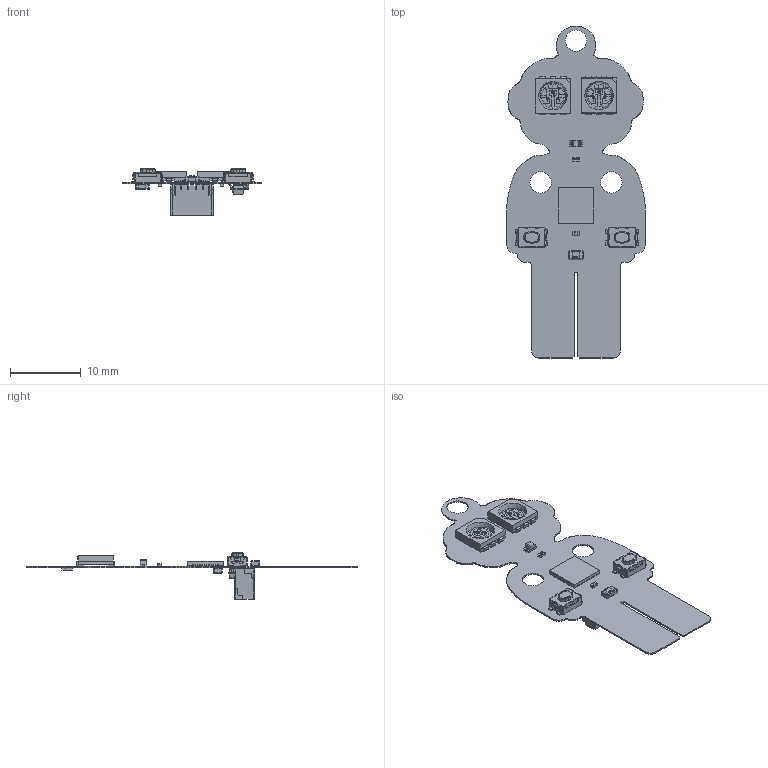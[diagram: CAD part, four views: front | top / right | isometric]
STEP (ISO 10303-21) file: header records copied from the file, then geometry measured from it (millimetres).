
FILE_DESCRIPTION(('Open CASCADE Model'),'2;1');
FILE_NAME('Open CASCADE Shape Model','2025-04-14T06:22:09',('Author'),( 'Open CASCADE'),'Open CASCADE STEP processor 7.5','Open CASCADE 7.5' ,'Unknown');
FILE_SCHEMA(('AUTOMOTIVE_DESIGN { 1 0 10303 214 1 1 1 1 }'));
Length unit declared in the file: millimetre
Products named in the file (50): PCB; Board; Open CASCADE STEP translator 7.5 1.1.1; D; DUELink-Connector-BM04B-SRSS-TB; STAT; 0603 LED Green; Solid1; Solid4; P1; KMR621NG LFS--3DModel-STEP-56544; P0; R15; User Library-R SMD 0402; User Library-R SMD 0402_0402 BODY; User Library-R SMD 0402_0402 PAD; User Library-R SMD 0402_0402 OPIS; R14; R13; R12; R11; R10; D2; 150505M1xxx; cover; housing; base; D1; U2; IC_Diodes_Inc_AP2127K-3_3TRG1_eec; IC_BODY; IC_LEG; circle; Diodes Incorporated; IC_LEG_MIR4; R4; C4; 0805 SMD Capacitor; C3; C2 ...
Assembly tree (64 placements, depth 4):
  PCB
    Board
      Open CASCADE STEP translator 7.5 1.1.1
    D
      DUELink-Connector-BM04B-SRSS-TB
    STAT
      0603 LED Green
        Solid1
        Solid4
        Solid1
        Solid1
        Solid4
        Solid1
        Solid1
        Solid1
    P1
      KMR621NG LFS--3DModel-STEP-56544
    P0
      KMR621NG LFS--3DModel-STEP-56544
    R15
      User Library-R SMD 0402
        User Library-R SMD 0402_0402 BODY
        User Library-R SMD 0402_0402 PAD  x2
        User Library-R SMD 0402_0402 OPIS
    R14
      User Library-R SMD 0402
        User Library-R SMD 0402_0402 BODY
        User Library-R SMD 0402_0402 PAD  x2
        User Library-R SMD 0402_0402 OPIS
    R13
      User Library-R SMD 0402
        User Library-R SMD 0402_0402 BODY
        User Library-R SMD 0402_0402 PAD  x2
        User Library-R SMD 0402_0402 OPIS
    R12
      User Library-R SMD 0402
        User Library-R SMD 0402_0402 BODY
        User Library-R SMD 0402_0402 PAD  x2
        User Library-R SMD 0402_0402 OPIS
    R11
      User Library-R SMD 0402
        User Library-R SMD 0402_0402 BODY
        User Library-R SMD 0402_0402 PAD  x2
        User Library-R SMD 0402_0402 OPIS
    R10
      User Library-R SMD 0402
        User Library-R SMD 0402_0402 BODY
        User Library-R SMD 0402_0402 PAD  x2
        User Library-R SMD 0402_0402 OPIS
    D2
      150505M1xxx
        cover
        housing
        base  x2
    D1
      150505M1xxx
        cover
        housing
        base  x2
    U2
Bounding box: 19.6 x 46.8 x 6.52 mm (x, y, z)
Volume: 268.4 mm3; surface area: 2133.6 mm2
Topology: 145 solids, 145 shells, 3347 faces, 10106 edges, 8532 vertices
Faces by surface type: plane 2083, cylinder 695, bspline 507, sphere 30, torus 22, revolution 8, cone 2
Full cylindrical faces by diameter (mm): 0.4 x1, 1.3 x2, 3 x3
Entity records: 85178 total; most frequent: CARTESIAN_POINT 21831, DIRECTION 10879, ORIENTED_EDGE 10572, EDGE_CURVE 5286, LINE 5087, VECTOR 5087, VERTEX_POINT 3468, AXIS2_PLACEMENT_3D 2892
